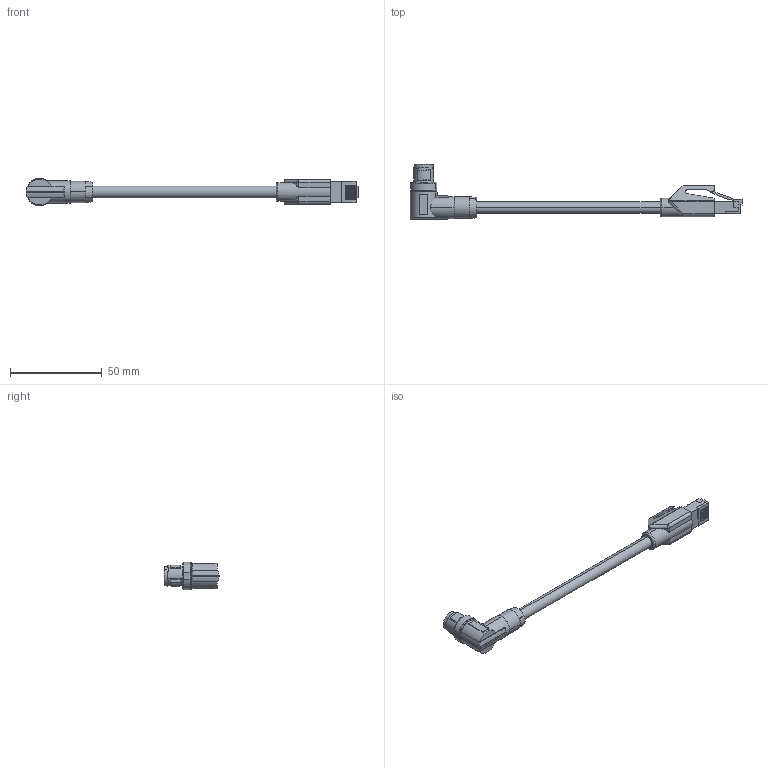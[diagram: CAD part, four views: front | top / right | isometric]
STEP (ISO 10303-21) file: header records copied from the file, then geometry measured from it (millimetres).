
FILE_DESCRIPTION(('SolidDesigner STEP Export'),'2;1');
FILE_NAME('1406122_NBC_MRD_2.0_93E_R4AC_SCO_US-select.stp','2013-06-06T12:01:22',(''),(''),'Creo Elements/Direct Modeling STEP processor for AP214 (Solid Model)','Creo Elements/Direct Modeling 18.1 06-May-2012 (C) Parametric Technology GmbH','');
FILE_SCHEMA(('AUTOMOTIVE_DESIGN { 1 0 10303 214 1 1 1 1 }'));
Length unit declared in the file: millimetre
Products named in the file (1): 1406122_NBC_MRD_2.0_93E_R4AC_SCO_US-select
Bounding box: 180.9 x 30 x 14.99 mm (x, y, z)
Volume: 14611.3 mm3; surface area: 7390.1 mm2
Topology: 1 solids, 1 shells, 274 faces, 756 edges, 496 vertices
Faces by surface type: plane 172, cylinder 66, cone 22, bspline 10, sphere 2, torus 2
Entity records: 14957 total; most frequent: CARTESIAN_POINT 6079, ORIENTED_EDGE 1508, DIRECTION 1181, EDGE_CURVE 754, VERTEX_POINT 496, VECTOR 469, LINE 469, AXIS2_PLACEMENT_3D 356
